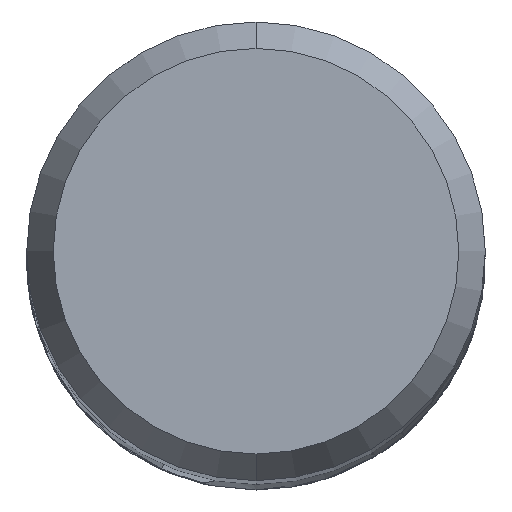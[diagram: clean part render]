
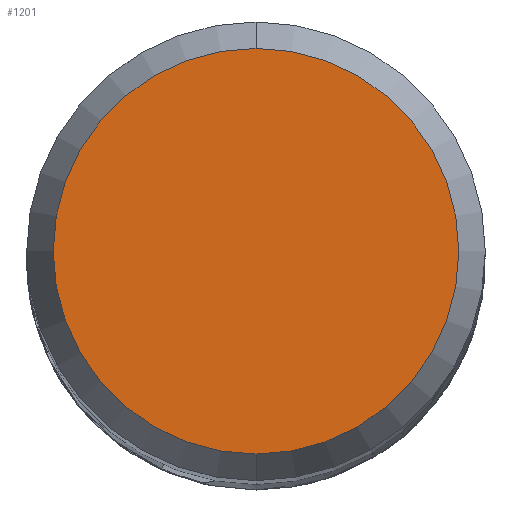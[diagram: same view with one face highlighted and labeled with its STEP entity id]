
A CAD part, top view. The second image highlights one B-rep face of the part: STEP entity #1201.
In plain terms, the highlighted planar face has unit normal (0, 0, 1).
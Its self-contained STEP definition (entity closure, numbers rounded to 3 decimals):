
#909=VERTEX_POINT('',#2123);
#1173=EDGE_CURVE('',#1273,#909,#2411,.T.);
#1201=ADVANCED_FACE('',(#2440),#2441,.T.);
#1273=VERTEX_POINT('',#2520);
#1431=EDGE_CURVE('',#909,#1273,#2689,.T.);
#2123=CARTESIAN_POINT('',(0.0,3.538,0.0));
#2411=CIRCLE('',#8011,3.538);
#2440=FACE_OUTER_BOUND('',#8102,.T.);
#2441=PLANE('',#8103);
#2520=CARTESIAN_POINT('',(0.,-3.538,0.0));
#2689=CIRCLE('',#10377,3.538);
#8011=AXIS2_PLACEMENT_3D('',#14473,#14474,#14475);
#8102=EDGE_LOOP('',(#14488,#14489));
#8103=AXIS2_PLACEMENT_3D('',#14490,#14491,#14492);
#10377=AXIS2_PLACEMENT_3D('',#14739,#14740,#14741);
#14473=CARTESIAN_POINT('',(0.0,0.0,0.0));
#14474=DIRECTION('',(0.0,0.0,-1.0));
#14475=DIRECTION('',(0.0,1.0,0.0));
#14488=ORIENTED_EDGE('',*,*,#1431,.F.);
#14489=ORIENTED_EDGE('',*,*,#1173,.F.);
#14490=CARTESIAN_POINT('',(0.0,1.769,0.0));
#14491=DIRECTION('',(-0.0,0.0,1.0));
#14492=DIRECTION('',(0.0,-1.0,0.0));
#14739=CARTESIAN_POINT('',(0.0,0.0,0.0));
#14740=DIRECTION('',(0.0,0.0,-1.0));
#14741=DIRECTION('',(0.0,1.0,0.0));
